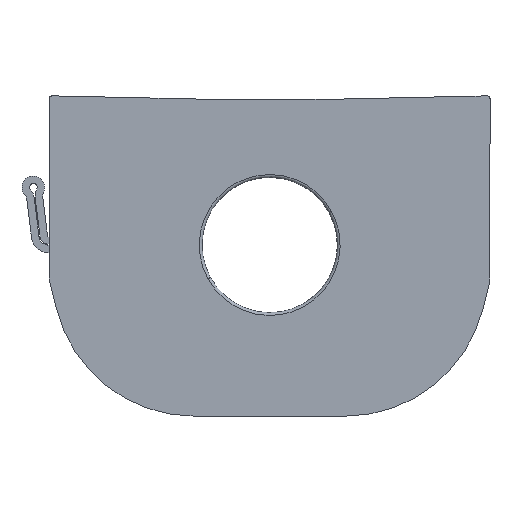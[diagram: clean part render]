
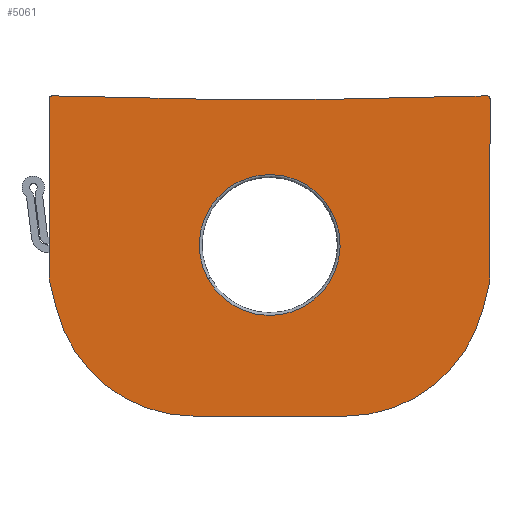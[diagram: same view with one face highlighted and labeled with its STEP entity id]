
A CAD part, left-side view. The second image highlights one B-rep face of the part: STEP entity #5061.
In plain terms, the highlighted planar face has unit normal (-1, 0, 0).
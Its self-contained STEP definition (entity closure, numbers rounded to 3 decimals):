
#824=AXIS2_PLACEMENT_3D('Circle Axis2P3D',#822,#823,$) ;
#919=AXIS2_PLACEMENT_3D('Circle Axis2P3D',#917,#918,$) ;
#991=AXIS2_PLACEMENT_3D('Circle Axis2P3D',#989,#990,$) ;
#1039=AXIS2_PLACEMENT_3D('Circle Axis2P3D',#1037,#1038,$) ;
#1104=AXIS2_PLACEMENT_3D('Circle Axis2P3D',#1102,#1103,$) ;
#5029=AXIS2_PLACEMENT_3D('Plane Axis2P3D',#5026,#5027,#5028) ;
#5045=AXIS2_PLACEMENT_3D('Circle Axis2P3D',#5043,#5044,$) ;
#5054=AXIS2_PLACEMENT_3D('Circle Axis2P3D',#5052,#5053,$) ;
#819=CARTESIAN_POINT('Vertex',(0.,46.29,33.878)) ;
#822=CARTESIAN_POINT('Axis2P3D Location',(0.,23.3,733.5)) ;
#826=CARTESIAN_POINT('Vertex',(0.,0.31,33.878)) ;
#914=CARTESIAN_POINT('Vertex',(0.,46.6,33.578)) ;
#917=CARTESIAN_POINT('Axis2P3D Location',(0.,46.3,33.578)) ;
#938=CARTESIAN_POINT('Vertex',(0.,46.6,14.4)) ;
#941=CARTESIAN_POINT('Line Origine',(0.,46.6,23.989)) ;
#962=CARTESIAN_POINT('Vertex',(0.,45.865,11.415)) ;
#965=CARTESIAN_POINT('Line Origine',(0.,46.233,12.908)) ;
#986=CARTESIAN_POINT('Vertex',(0.,31.3,0.)) ;
#989=CARTESIAN_POINT('Axis2P3D Location',(0.,31.3,15.)) ;
#1010=CARTESIAN_POINT('Vertex',(0.,15.3,0.)) ;
#1013=CARTESIAN_POINT('Line Origine',(0.,23.3,0.)) ;
#1034=CARTESIAN_POINT('Vertex',(0.,0.735,11.415)) ;
#1037=CARTESIAN_POINT('Axis2P3D Location',(0.,15.3,15.)) ;
#1058=CARTESIAN_POINT('Vertex',(0.,0.,14.4)) ;
#1061=CARTESIAN_POINT('Line Origine',(0.,0.367,12.908)) ;
#1082=CARTESIAN_POINT('Vertex',(0.,0.,33.578)) ;
#1085=CARTESIAN_POINT('Line Origine',(0.,0.,23.989)) ;
#1102=CARTESIAN_POINT('Axis2P3D Location',(0.,0.3,33.578)) ;
#5026=CARTESIAN_POINT('Axis2P3D Location',(0.,23.3,18.5)) ;
#5043=CARTESIAN_POINT('Axis2P3D Location',(0.,23.3,18.1)) ;
#5047=CARTESIAN_POINT('Vertex',(0.,16.762,21.672)) ;
#5049=CARTESIAN_POINT('Vertex',(0.,29.838,14.528)) ;
#5052=CARTESIAN_POINT('Axis2P3D Location',(0.,23.3,18.1)) ;
#823=DIRECTION('Axis2P3D Direction',(-1.,0.,0.)) ;
#918=DIRECTION('Axis2P3D Direction',(-1.,0.,0.)) ;
#942=DIRECTION('Vector Direction',(0.,0.,1.)) ;
#966=DIRECTION('Vector Direction',(0.,0.239,0.971)) ;
#990=DIRECTION('Axis2P3D Direction',(-1.,0.,0.)) ;
#1014=DIRECTION('Vector Direction',(0.,1.,0.)) ;
#1038=DIRECTION('Axis2P3D Direction',(-1.,0.,0.)) ;
#1062=DIRECTION('Vector Direction',(0.,0.239,-0.971)) ;
#1086=DIRECTION('Vector Direction',(0.,0.,1.)) ;
#1103=DIRECTION('Axis2P3D Direction',(-1.,0.,0.)) ;
#5027=DIRECTION('Axis2P3D Direction',(-1.,0.,0.)) ;
#5028=DIRECTION('Axis2P3D XDirection',(0.,-1.,0.)) ;
#5044=DIRECTION('Axis2P3D Direction',(-1.,0.,0.)) ;
#5053=DIRECTION('Axis2P3D Direction',(-1.,0.,0.)) ;
#943=VECTOR('Line Direction',#942,1.) ;
#967=VECTOR('Line Direction',#966,1.) ;
#1015=VECTOR('Line Direction',#1014,1.) ;
#1063=VECTOR('Line Direction',#1062,1.) ;
#1087=VECTOR('Line Direction',#1086,1.) ;
#5032=ORIENTED_EDGE('',*,*,#1041,.T.) ;
#5033=ORIENTED_EDGE('',*,*,#1065,.T.) ;
#5034=ORIENTED_EDGE('',*,*,#1089,.T.) ;
#5035=ORIENTED_EDGE('',*,*,#1106,.T.) ;
#5036=ORIENTED_EDGE('',*,*,#828,.T.) ;
#5037=ORIENTED_EDGE('',*,*,#921,.T.) ;
#5038=ORIENTED_EDGE('',*,*,#945,.T.) ;
#5039=ORIENTED_EDGE('',*,*,#969,.T.) ;
#5040=ORIENTED_EDGE('',*,*,#993,.T.) ;
#5041=ORIENTED_EDGE('',*,*,#1017,.T.) ;
#5058=ORIENTED_EDGE('',*,*,#5051,.F.) ;
#5059=ORIENTED_EDGE('',*,*,#5056,.F.) ;
#5060=FACE_BOUND('',#5057,.T.) ;
#5061=ADVANCED_FACE('Hauptk\X2\00F6\X0\rper',(#5042,#5060),#5030,.T.) ;
#825=CIRCLE('generated circle',#824,700.) ;
#920=CIRCLE('generated circle',#919,0.3) ;
#992=CIRCLE('generated circle',#991,15.) ;
#1040=CIRCLE('generated circle',#1039,15.) ;
#1105=CIRCLE('generated circle',#1104,0.3) ;
#5046=CIRCLE('generated circle',#5045,7.45) ;
#5055=CIRCLE('generated circle',#5054,7.45) ;
#828=EDGE_CURVE('',#827,#820,#825,.F.) ;
#921=EDGE_CURVE('',#820,#915,#920,.T.) ;
#945=EDGE_CURVE('',#915,#939,#944,.F.) ;
#969=EDGE_CURVE('',#939,#963,#968,.F.) ;
#993=EDGE_CURVE('',#963,#987,#992,.T.) ;
#1017=EDGE_CURVE('',#987,#1011,#1016,.F.) ;
#1041=EDGE_CURVE('',#1011,#1035,#1040,.T.) ;
#1065=EDGE_CURVE('',#1035,#1059,#1064,.F.) ;
#1089=EDGE_CURVE('',#1059,#1083,#1088,.T.) ;
#1106=EDGE_CURVE('',#1083,#827,#1105,.T.) ;
#5051=EDGE_CURVE('',#5048,#5050,#5046,.T.) ;
#5056=EDGE_CURVE('',#5050,#5048,#5055,.T.) ;
#5031=EDGE_LOOP('',(#5032,#5033,#5034,#5035,#5036,#5037,#5038,#5039,#5040,#5041)) ;
#5057=EDGE_LOOP('',(#5058,#5059)) ;
#5042=FACE_OUTER_BOUND('',#5031,.T.) ;
#944=LINE('Line',#941,#943) ;
#968=LINE('Line',#965,#967) ;
#1016=LINE('Line',#1013,#1015) ;
#1064=LINE('Line',#1061,#1063) ;
#1088=LINE('Line',#1085,#1087) ;
#5030=PLANE('',#5029) ;
#820=VERTEX_POINT('',#819) ;
#827=VERTEX_POINT('',#826) ;
#915=VERTEX_POINT('',#914) ;
#939=VERTEX_POINT('',#938) ;
#963=VERTEX_POINT('',#962) ;
#987=VERTEX_POINT('',#986) ;
#1011=VERTEX_POINT('',#1010) ;
#1035=VERTEX_POINT('',#1034) ;
#1059=VERTEX_POINT('',#1058) ;
#1083=VERTEX_POINT('',#1082) ;
#5048=VERTEX_POINT('',#5047) ;
#5050=VERTEX_POINT('',#5049) ;
